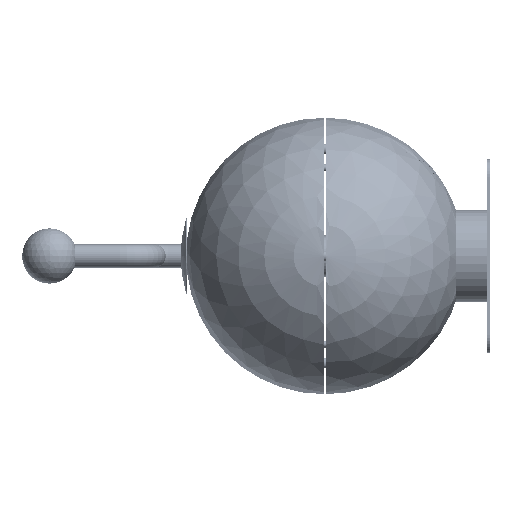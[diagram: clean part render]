
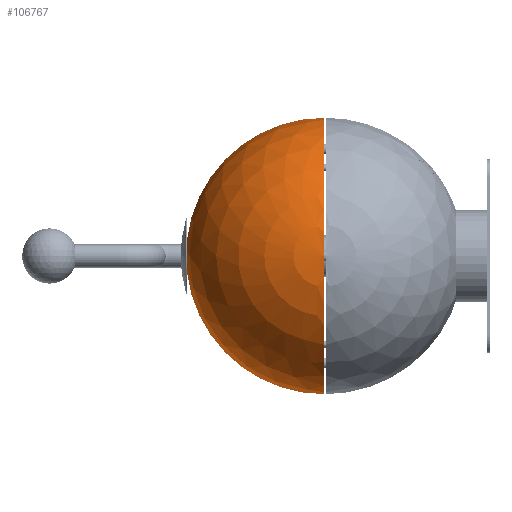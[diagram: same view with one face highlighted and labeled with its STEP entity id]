
A CAD part, left-side view. The second image highlights one B-rep face of the part: STEP entity #106767.
In plain terms, the highlighted spherical face has radius 200 mm.
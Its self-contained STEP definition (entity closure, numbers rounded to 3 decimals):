
#7138 = EDGE_CURVE ( 'NONE', #90863, #34026, #153311, .T. ) ;
#8049 = VERTEX_POINT ( 'NONE', #99845 ) ;
#9072 = DIRECTION ( 'NONE',  ( 0., 0., 1. ) ) ;
#9847 = DIRECTION ( 'NONE',  ( 0., 0., -1. ) ) ;
#11364 = DIRECTION ( 'NONE',  ( 1., 0., 0. ) ) ;
#14132 = CARTESIAN_POINT ( 'NONE',  ( 0., 198.431, 0. ) ) ;
#17208 = ORIENTED_EDGE ( 'NONE', *, *, #48150, .T. ) ;
#28215 = SPHERICAL_SURFACE ( 'NONE', #68730, 200. ) ;
#34026 = VERTEX_POINT ( 'NONE', #136483 ) ;
#35604 = ORIENTED_EDGE ( 'NONE', *, *, #58326, .T. ) ;
#35960 = AXIS2_PLACEMENT_3D ( 'NONE', #208657, #9072, #174955 ) ;
#42473 = EDGE_CURVE ( 'NONE', #100004, #90863, #199382, .T. ) ;
#48150 = EDGE_CURVE ( 'NONE', #8049, #108349, #64377, .T. ) ;
#55086 = EDGE_CURVE ( 'NONE', #100004, #8049, #188797, .T. ) ;
#58326 = EDGE_CURVE ( 'NONE', #108349, #34026, #120412, .T. ) ;
#64377 = CIRCLE ( 'NONE', #198728, 25. ) ;
#68110 = DIRECTION ( 'NONE',  ( 0., 0., -1. ) ) ;
#68730 = AXIS2_PLACEMENT_3D ( 'NONE', #118457, #79972, #11364 ) ;
#79972 = DIRECTION ( 'NONE',  ( 0., 0., 1. ) ) ;
#87711 = CARTESIAN_POINT ( 'NONE',  ( 0., 198.431, 0. ) ) ;
#90863 = VERTEX_POINT ( 'NONE', #215849 ) ;
#99845 = CARTESIAN_POINT ( 'NONE',  ( 0., 198.431, 25. ) ) ;
#100004 = VERTEX_POINT ( 'NONE', #201768 ) ;
#106767 = ADVANCED_FACE ( 'NONE', ( #136464 ), #28215, .T. ) ;
#107314 = AXIS2_PLACEMENT_3D ( 'NONE', #185978, #183615, #201627 ) ;
#108349 = VERTEX_POINT ( 'NONE', #216233 ) ;
#118457 = CARTESIAN_POINT ( 'NONE',  ( 0., 0., 0. ) ) ;
#120412 = CIRCLE ( 'NONE', #35960, 200. ) ;
#125942 = DIRECTION ( 'NONE',  ( 0., 0., -1. ) ) ;
#136464 = FACE_OUTER_BOUND ( 'NONE', #165539, .T. ) ;
#136483 = CARTESIAN_POINT ( 'NONE',  ( -200., 0., 0. ) ) ;
#153311 = CIRCLE ( 'NONE', #199243, 200. ) ;
#161015 = DIRECTION ( 'NONE',  ( 0., -1., 0. ) ) ;
#165539 = EDGE_LOOP ( 'NONE', ( #223040, #17208, #35604, #202645, #216864 ) ) ;
#169592 = AXIS2_PLACEMENT_3D ( 'NONE', #87711, #161015, #9847 ) ;
#174955 = DIRECTION ( 'NONE',  ( 1., 0., 0. ) ) ;
#182349 = DIRECTION ( 'NONE',  ( 0., -1., 0. ) ) ;
#183615 = DIRECTION ( 'NONE',  ( 0., 0., -1. ) ) ;
#185978 = CARTESIAN_POINT ( 'NONE',  ( 0., 0., 0. ) ) ;
#188797 = CIRCLE ( 'NONE', #169592, 25. ) ;
#198728 = AXIS2_PLACEMENT_3D ( 'NONE', #14132, #182349, #125942 ) ;
#199243 = AXIS2_PLACEMENT_3D ( 'NONE', #232827, #213586, #68110 ) ;
#199382 = CIRCLE ( 'NONE', #107314, 200. ) ;
#201627 = DIRECTION ( 'NONE',  ( -1., 0., 0. ) ) ;
#201768 = CARTESIAN_POINT ( 'NONE',  ( 25., 198.431, 0. ) ) ;
#202645 = ORIENTED_EDGE ( 'NONE', *, *, #7138, .F. ) ;
#208657 = CARTESIAN_POINT ( 'NONE',  ( 0., 0., 0. ) ) ;
#213586 = DIRECTION ( 'NONE',  ( 0., -1., 0. ) ) ;
#215849 = CARTESIAN_POINT ( 'NONE',  ( 200., 0., 0. ) ) ;
#216233 = CARTESIAN_POINT ( 'NONE',  ( -25., 198.431, 0. ) ) ;
#216864 = ORIENTED_EDGE ( 'NONE', *, *, #42473, .F. ) ;
#223040 = ORIENTED_EDGE ( 'NONE', *, *, #55086, .T. ) ;
#232827 = CARTESIAN_POINT ( 'NONE',  ( 0., 0., 0. ) ) ;
